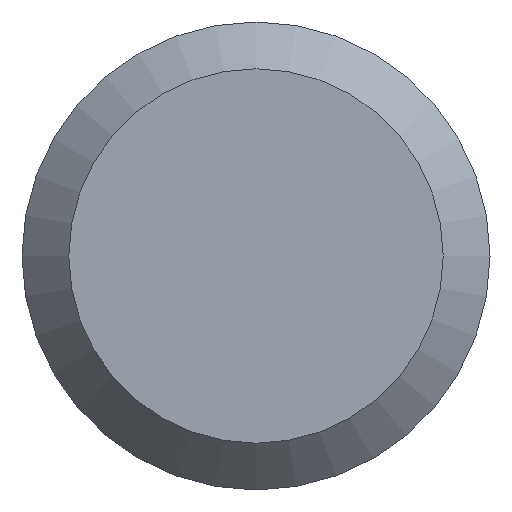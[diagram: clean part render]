
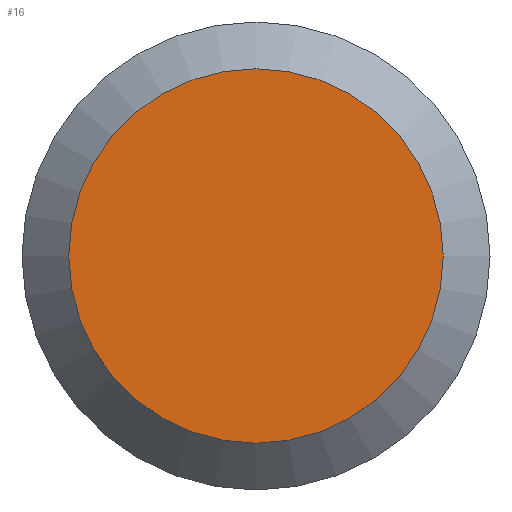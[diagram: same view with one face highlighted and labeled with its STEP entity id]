
A CAD part, left-side view. The second image highlights one B-rep face of the part: STEP entity #16.
In plain terms, the highlighted planar face has unit normal (-1, 0, 0).
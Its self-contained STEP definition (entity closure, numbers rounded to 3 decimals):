
#4 = DIRECTION ( 'NONE',  ( -1., 0., 0. ) ) ;
#16 = ADVANCED_FACE ( 'NONE', ( #51 ), #36, .F. ) ;
#25 = AXIS2_PLACEMENT_3D ( 'NONE', #126, #4, #113 ) ;
#28 = EDGE_CURVE ( 'NONE', #127, #127, #130, .T. ) ;
#36 = PLANE ( 'NONE',  #142 ) ;
#51 = FACE_OUTER_BOUND ( 'NONE', #98, .T. ) ;
#73 = DIRECTION ( 'NONE',  ( 0., 0., -1. ) ) ;
#95 = DIRECTION ( 'NONE',  ( 1., 0., 0. ) ) ;
#98 = EDGE_LOOP ( 'NONE', ( #192 ) ) ;
#101 = CARTESIAN_POINT ( 'NONE',  ( 0., 1.35, 0. ) ) ;
#113 = DIRECTION ( 'NONE',  ( 0., 0., -1. ) ) ;
#126 = CARTESIAN_POINT ( 'NONE',  ( 0., 0., 0. ) ) ;
#127 = VERTEX_POINT ( 'NONE', #134 ) ;
#130 = CIRCLE ( 'NONE', #25, 1.08 ) ;
#134 = CARTESIAN_POINT ( 'NONE',  ( 0., 0., -1.08 ) ) ;
#142 = AXIS2_PLACEMENT_3D ( 'NONE', #101, #95, #73 ) ;
#192 = ORIENTED_EDGE ( 'NONE', *, *, #28, .T. ) ;
